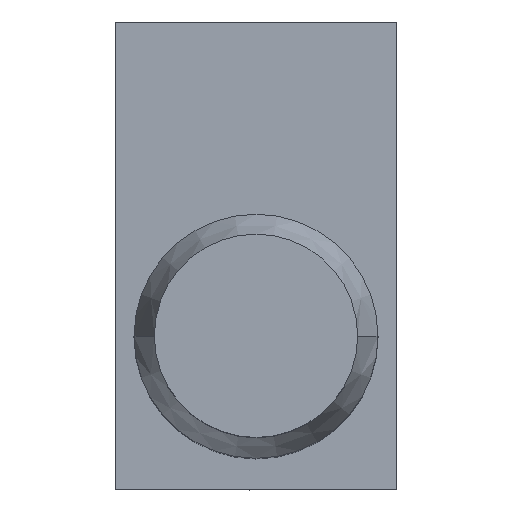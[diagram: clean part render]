
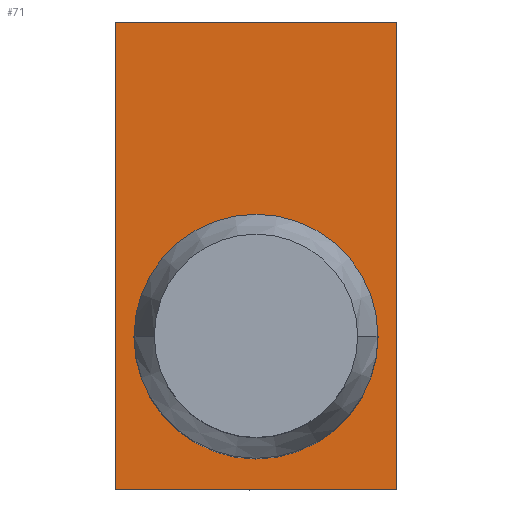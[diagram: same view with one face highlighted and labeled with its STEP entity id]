
A CAD part, top view. The second image highlights one B-rep face of the part: STEP entity #71.
In plain terms, the highlighted planar face has unit normal (0, 0, 1).
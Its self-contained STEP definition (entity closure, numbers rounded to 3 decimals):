
#31 = LINE ( 'NONE', #86, #125 ) ;
#63 = VERTEX_POINT ( 'NONE', #490 ) ;
#66 = DIRECTION ( 'NONE',  ( 1., 0., 0. ) ) ;
#71 = ADVANCED_FACE ( 'NONE', ( #591, #75 ), #538, .T. ) ;
#75 = FACE_OUTER_BOUND ( 'NONE', #368, .T. ) ;
#77 = EDGE_CURVE ( 'NONE', #228, #557, #156, .T. ) ;
#86 = CARTESIAN_POINT ( 'NONE',  ( -6.9, 28.5, 0. ) ) ;
#108 = CARTESIAN_POINT ( 'NONE',  ( 0., 0., 0. ) ) ;
#120 = DIRECTION ( 'NONE',  ( 0., 0., 1. ) ) ;
#123 = CARTESIAN_POINT ( 'NONE',  ( 0., 0., 0. ) ) ;
#125 = VECTOR ( 'NONE', #200, 1000. ) ;
#143 = EDGE_CURVE ( 'NONE', #557, #63, #562, .T. ) ;
#145 = VECTOR ( 'NONE', #66, 1000. ) ;
#156 = LINE ( 'NONE', #179, #145 ) ;
#179 = CARTESIAN_POINT ( 'NONE',  ( -6.9, -7.5, 0. ) ) ;
#187 = CARTESIAN_POINT ( 'NONE',  ( -6.9, 15.5, 0. ) ) ;
#188 = DIRECTION ( 'NONE',  ( 0., 1., 0. ) ) ;
#200 = DIRECTION ( 'NONE',  ( 0., -1., 0. ) ) ;
#218 = EDGE_CURVE ( 'NONE', #674, #228, #31, .T. ) ;
#228 = VERTEX_POINT ( 'NONE', #267 ) ;
#237 = ORIENTED_EDGE ( 'NONE', *, *, #218, .T. ) ;
#239 = DIRECTION ( 'NONE',  ( 1., 0., 0. ) ) ;
#254 = EDGE_CURVE ( 'NONE', #307, #593, #347, .T. ) ;
#257 = ORIENTED_EDGE ( 'NONE', *, *, #254, .F. ) ;
#266 = DIRECTION ( 'NONE',  ( -1., 0., 0. ) ) ;
#267 = CARTESIAN_POINT ( 'NONE',  ( -6.9, -7.5, 0. ) ) ;
#281 = CARTESIAN_POINT ( 'NONE',  ( -6.9, 28.5, 0. ) ) ;
#289 = CARTESIAN_POINT ( 'NONE',  ( -6.9, 15.5, 0. ) ) ;
#302 = CARTESIAN_POINT ( 'NONE',  ( 6.9, -7.5, 0. ) ) ;
#307 = VERTEX_POINT ( 'NONE', #467 ) ;
#317 = AXIS2_PLACEMENT_3D ( 'NONE', #108, #367, #266 ) ;
#321 = ORIENTED_EDGE ( 'NONE', *, *, #354, .F. ) ;
#347 = CIRCLE ( 'NONE', #317, 3. ) ;
#354 = EDGE_CURVE ( 'NONE', #593, #307, #561, .T. ) ;
#363 = AXIS2_PLACEMENT_3D ( 'NONE', #281, #120, #239 ) ;
#367 = DIRECTION ( 'NONE',  ( 0., 0., 1. ) ) ;
#368 = EDGE_LOOP ( 'NONE', ( #624, #656, #420, #237 ) ) ;
#416 = VECTOR ( 'NONE', #641, 1000. ) ;
#420 = ORIENTED_EDGE ( 'NONE', *, *, #447, .T. ) ;
#447 = EDGE_CURVE ( 'NONE', #63, #674, #469, .T. ) ;
#452 = VECTOR ( 'NONE', #188, 1000. ) ;
#467 = CARTESIAN_POINT ( 'NONE',  ( -3., 0., 0. ) ) ;
#469 = LINE ( 'NONE', #187, #416 ) ;
#490 = CARTESIAN_POINT ( 'NONE',  ( 6.9, 15.5, 0. ) ) ;
#502 = EDGE_LOOP ( 'NONE', ( #257, #321 ) ) ;
#515 = AXIS2_PLACEMENT_3D ( 'NONE', #123, #521, #575 ) ;
#521 = DIRECTION ( 'NONE',  ( 0., 0., 1. ) ) ;
#538 = PLANE ( 'NONE',  #363 ) ;
#557 = VERTEX_POINT ( 'NONE', #302 ) ;
#561 = CIRCLE ( 'NONE', #515, 3. ) ;
#562 = LINE ( 'NONE', #642, #452 ) ;
#575 = DIRECTION ( 'NONE',  ( -1., 0., 0. ) ) ;
#586 = CARTESIAN_POINT ( 'NONE',  ( 3., 0., 0. ) ) ;
#591 = FACE_BOUND ( 'NONE', #502, .T. ) ;
#593 = VERTEX_POINT ( 'NONE', #586 ) ;
#624 = ORIENTED_EDGE ( 'NONE', *, *, #77, .T. ) ;
#641 = DIRECTION ( 'NONE',  ( -1., 0., 0. ) ) ;
#642 = CARTESIAN_POINT ( 'NONE',  ( 6.9, 28.5, 0. ) ) ;
#656 = ORIENTED_EDGE ( 'NONE', *, *, #143, .T. ) ;
#674 = VERTEX_POINT ( 'NONE', #289 ) ;
